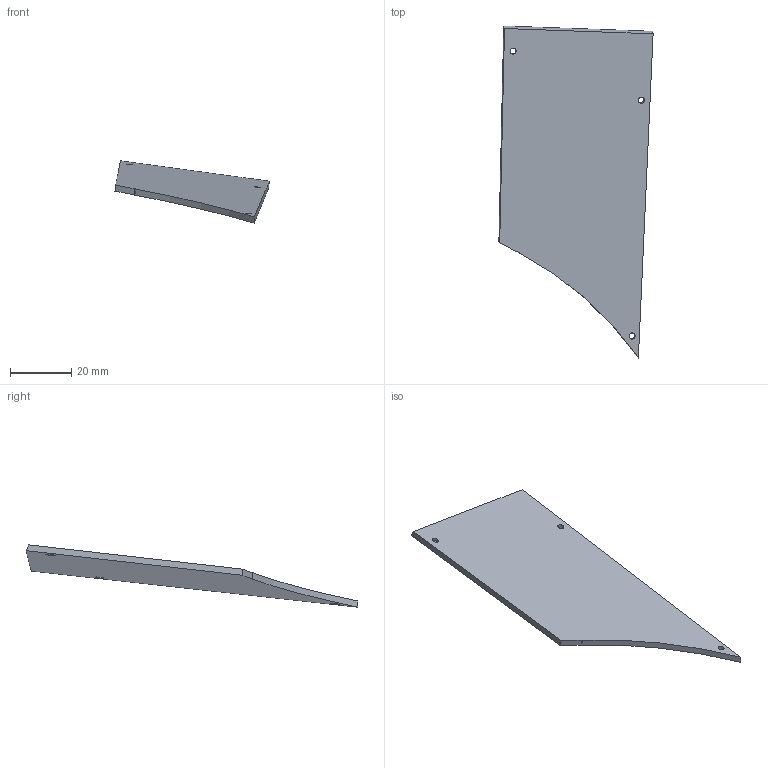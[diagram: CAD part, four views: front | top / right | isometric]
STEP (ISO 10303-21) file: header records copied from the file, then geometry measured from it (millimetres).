
FILE_DESCRIPTION(/* description */ (''),/* implementation_level */ '2;1');
FILE_NAME(/* name */ 'lh tp btm v62.step',/* time_stamp */ '2024-07-11T11:20:42-04:00',/* author */ (''),/* organization */ (''),/* preprocessor_version */ 'ST-DEVELOPER v20',/* originating_system */ 'Autodesk Translation Framework v13.14.0.145',/* authorisation */ '');
FILE_SCHEMA (('AUTOMOTIVE_DESIGN { 1 0 10303 214 3 1 1 }'));
Length unit declared in the file: millimetre
Products named in the file (1): Glove80_LH_Side_Car_large
Bounding box: 50.26 x 108.16 x 20.31 mm (x, y, z)
Volume: 8177.5 mm3; surface area: 8793.3 mm2
Topology: 1 solids, 1 shells, 14 faces, 33 edges, 21 vertices
Faces by surface type: plane 7, cylinder 4, cone 3
Full cylindrical faces by diameter (mm): 2 x3
Entity records: 464 total; most frequent: DIRECTION 75, CARTESIAN_POINT 69, ORIENTED_EDGE 66, EDGE_CURVE 33, AXIS2_PLACEMENT_3D 27, LINE 21, VECTOR 21, VERTEX_POINT 21
